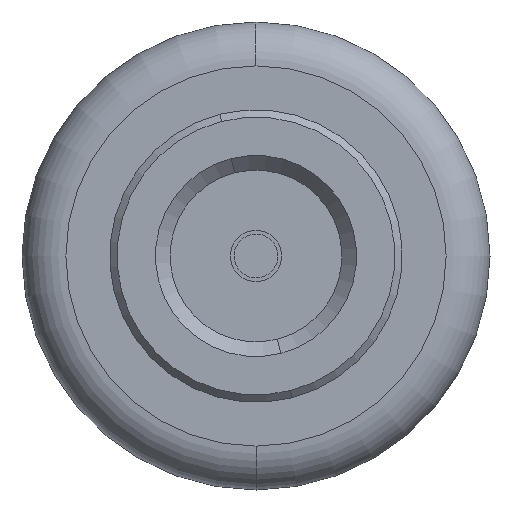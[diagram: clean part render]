
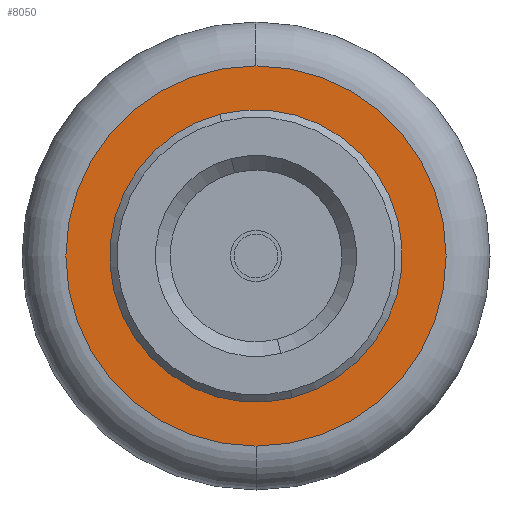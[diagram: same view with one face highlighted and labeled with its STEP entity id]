
A CAD part, front view. The second image highlights one B-rep face of the part: STEP entity #8050.
In plain terms, the highlighted face is planar.
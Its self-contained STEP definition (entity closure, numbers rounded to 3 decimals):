
#352 = ORIENTED_EDGE ( 'NONE', *, *, #2925, .F. ) ;
#454 = CARTESIAN_POINT ( 'NONE',  ( 0., 16.5, 0. ) ) ;
#720 = VERTEX_POINT ( 'NONE', #8677 ) ;
#753 = VERTEX_POINT ( 'NONE', #8543 ) ;
#1022 = ORIENTED_EDGE ( 'NONE', *, *, #9607, .T. ) ;
#1231 = DIRECTION ( 'NONE',  ( 0., 0., -1. ) ) ;
#1275 = VERTEX_POINT ( 'NONE', #2790 ) ;
#1554 = CIRCLE ( 'NONE', #7613, 9. ) ;
#1665 = AXIS2_PLACEMENT_3D ( 'NONE', #6516, #4193, #9694 ) ;
#1865 = VERTEX_POINT ( 'NONE', #1947 ) ;
#1947 = CARTESIAN_POINT ( 'NONE',  ( 0., 16.5, -13. ) ) ;
#2648 = DIRECTION ( 'NONE',  ( 0., -1., 0. ) ) ;
#2790 = CARTESIAN_POINT ( 'NONE',  ( 0., 16.5, -9. ) ) ;
#2830 = CARTESIAN_POINT ( 'NONE',  ( 0., 16.5, 0. ) ) ;
#2925 = EDGE_CURVE ( 'NONE', #720, #1865, #8629, .T. ) ;
#3626 = DIRECTION ( 'NONE',  ( 0., 0., -1. ) ) ;
#3905 = FACE_OUTER_BOUND ( 'NONE', #6287, .T. ) ;
#4010 = DIRECTION ( 'NONE',  ( 0., -1., 0. ) ) ;
#4193 = DIRECTION ( 'NONE',  ( 0., -1., 0. ) ) ;
#4441 = EDGE_CURVE ( 'NONE', #1865, #720, #8732, .T. ) ;
#4945 = PLANE ( 'NONE',  #1665 ) ;
#5299 = ORIENTED_EDGE ( 'NONE', *, *, #4441, .F. ) ;
#5671 = EDGE_LOOP ( 'NONE', ( #1022, #7668 ) ) ;
#5740 = FACE_BOUND ( 'NONE', #5671, .T. ) ;
#5971 = DIRECTION ( 'NONE',  ( 0., -1., 0. ) ) ;
#6287 = EDGE_LOOP ( 'NONE', ( #5299, #352 ) ) ;
#6516 = CARTESIAN_POINT ( 'NONE',  ( -13., 16.5, 0. ) ) ;
#7312 = AXIS2_PLACEMENT_3D ( 'NONE', #7365, #2648, #8151 ) ;
#7365 = CARTESIAN_POINT ( 'NONE',  ( 0., 16.5, 0. ) ) ;
#7613 = AXIS2_PLACEMENT_3D ( 'NONE', #454, #5971, #1231 ) ;
#7668 = ORIENTED_EDGE ( 'NONE', *, *, #9204, .T. ) ;
#8050 = ADVANCED_FACE ( 'NONE', ( #3905, #5740 ), #4945, .F. ) ;
#8151 = DIRECTION ( 'NONE',  ( 0., 0., -1. ) ) ;
#8329 = DIRECTION ( 'NONE',  ( 0., -1., 0. ) ) ;
#8459 = AXIS2_PLACEMENT_3D ( 'NONE', #8721, #4010, #9524 ) ;
#8543 = CARTESIAN_POINT ( 'NONE',  ( 0., 16.5, 9. ) ) ;
#8629 = CIRCLE ( 'NONE', #8630, 13. ) ;
#8630 = AXIS2_PLACEMENT_3D ( 'NONE', #2830, #8329, #3626 ) ;
#8677 = CARTESIAN_POINT ( 'NONE',  ( 0., 16.5, 13. ) ) ;
#8721 = CARTESIAN_POINT ( 'NONE',  ( 0., 16.5, 0. ) ) ;
#8732 = CIRCLE ( 'NONE', #7312, 13. ) ;
#9204 = EDGE_CURVE ( 'NONE', #1275, #753, #1554, .T. ) ;
#9524 = DIRECTION ( 'NONE',  ( 0., 0., -1. ) ) ;
#9549 = CIRCLE ( 'NONE', #8459, 9. ) ;
#9607 = EDGE_CURVE ( 'NONE', #753, #1275, #9549, .T. ) ;
#9694 = DIRECTION ( 'NONE',  ( 0., 0., -1. ) ) ;
